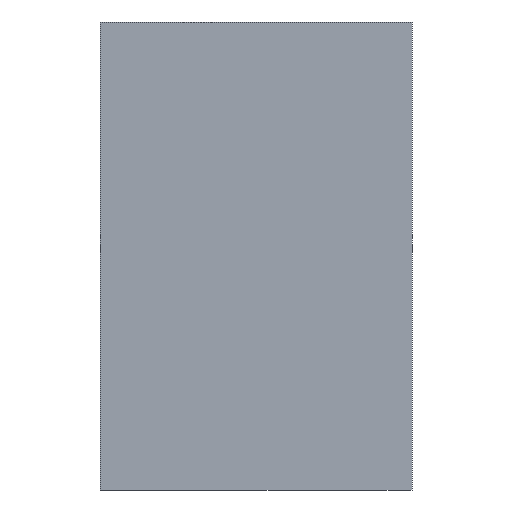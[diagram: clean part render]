
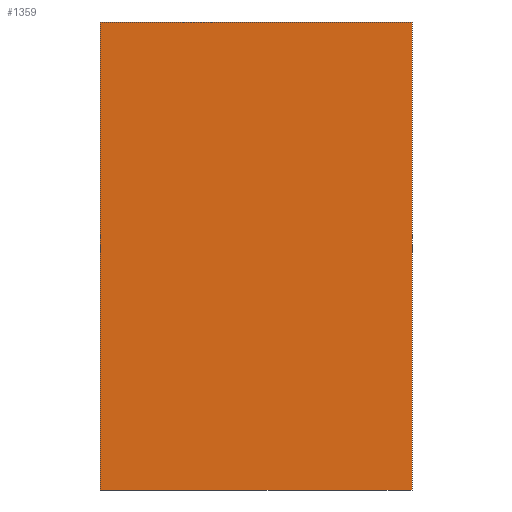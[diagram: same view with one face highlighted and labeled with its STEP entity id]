
A CAD part, left-side view. The second image highlights one B-rep face of the part: STEP entity #1359.
In plain terms, the highlighted planar face has unit normal (-1, 0, 0).
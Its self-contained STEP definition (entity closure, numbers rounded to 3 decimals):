
#98=LINE('',#2352,#202);
#101=LINE('',#2358,#205);
#103=LINE('',#2362,#207);
#104=LINE('',#2363,#208);
#202=VECTOR('',#1884,10.);
#205=VECTOR('',#1889,10.);
#207=VECTOR('',#1893,10.);
#208=VECTOR('',#1894,10.);
#268=FACE_OUTER_BOUND('',#362,.T.);
#362=EDGE_LOOP('',(#970,#971,#972,#973));
#588=VERTEX_POINT('',#2349);
#589=VERTEX_POINT('',#2351);
#591=VERTEX_POINT('',#2356);
#592=VERTEX_POINT('',#2361);
#730=EDGE_CURVE('',#589,#588,#98,.T.);
#733=EDGE_CURVE('',#591,#588,#101,.T.);
#735=EDGE_CURVE('',#591,#592,#103,.T.);
#736=EDGE_CURVE('',#592,#589,#104,.T.);
#970=ORIENTED_EDGE('',*,*,#735,.T.);
#971=ORIENTED_EDGE('',*,*,#736,.T.);
#972=ORIENTED_EDGE('',*,*,#730,.T.);
#973=ORIENTED_EDGE('',*,*,#733,.F.);
#1220=PLANE('',#1524);
#1359=ADVANCED_FACE('',(#268),#1220,.T.);
#1524=AXIS2_PLACEMENT_3D('',#2360,#1891,#1892);
#1884=DIRECTION('',(0.,1.,0.));
#1889=DIRECTION('',(0.,0.,1.));
#1891=DIRECTION('center_axis',(-1.,0.,0.));
#1892=DIRECTION('ref_axis',(0.,0.,1.));
#1893=DIRECTION('',(0.,-1.,0.));
#1894=DIRECTION('',(0.,0.,1.));
#2349=CARTESIAN_POINT('',(-10.,20.,30.));
#2351=CARTESIAN_POINT('',(-10.,-20.,30.));
#2352=CARTESIAN_POINT('',(-10.,20.,30.));
#2356=CARTESIAN_POINT('',(-10.,20.,-30.));
#2358=CARTESIAN_POINT('',(-10.,20.,0.));
#2360=CARTESIAN_POINT('Origin',(-10.,20.,0.));
#2361=CARTESIAN_POINT('',(-10.,-20.,-30.));
#2362=CARTESIAN_POINT('',(-10.,20.,-30.));
#2363=CARTESIAN_POINT('',(-10.,-20.,0.));
